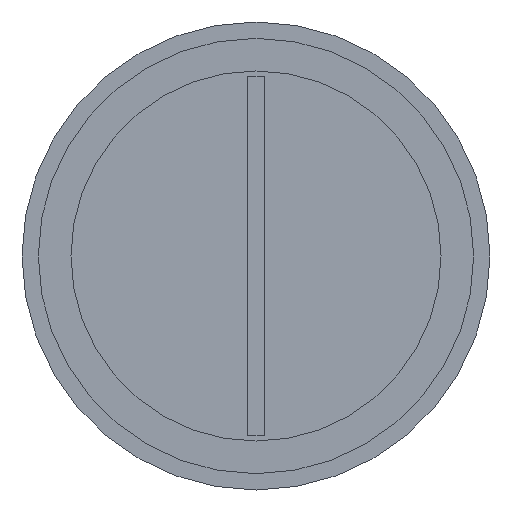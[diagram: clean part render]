
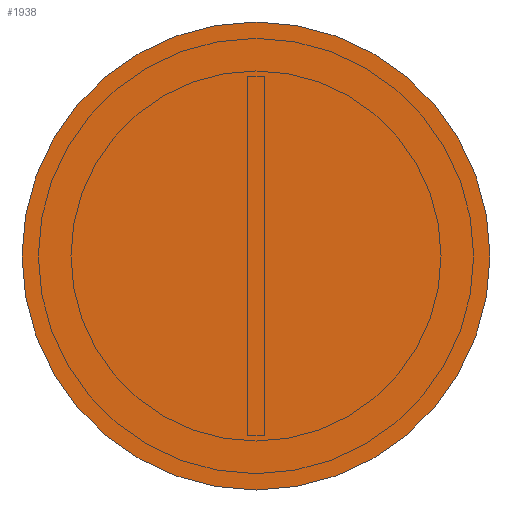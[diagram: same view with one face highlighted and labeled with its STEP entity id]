
A CAD part, left-side view. The second image highlights one B-rep face of the part: STEP entity #1938.
In plain terms, the highlighted planar face has unit normal (-1, 0, 0).
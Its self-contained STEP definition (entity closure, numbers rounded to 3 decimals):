
#266=CIRCLE('',#2300,21.5);
#410=FACE_OUTER_BOUND('',#547,.T.);
#547=EDGE_LOOP('',(#1510));
#949=VERTEX_POINT('',#3420);
#1153=EDGE_CURVE('',#949,#949,#266,.T.);
#1510=ORIENTED_EDGE('',*,*,#1153,.T.);
#1852=PLANE('',#2301);
#1938=ADVANCED_FACE('',(#410),#1852,.T.);
#2300=AXIS2_PLACEMENT_3D('',#3421,#2729,#2730);
#2301=AXIS2_PLACEMENT_3D('',#3423,#2732,#2733);
#2729=DIRECTION('center_axis',(-1.,0.,0.));
#2730=DIRECTION('ref_axis',(0.,0.,1.));
#2732=DIRECTION('center_axis',(-1.,0.,0.));
#2733=DIRECTION('ref_axis',(0.,0.,1.));
#3420=CARTESIAN_POINT('',(0.,-21.5,0.));
#3421=CARTESIAN_POINT('Origin',(0.,0.,
0.));
#3423=CARTESIAN_POINT('Origin',(0.,0.,0.));
